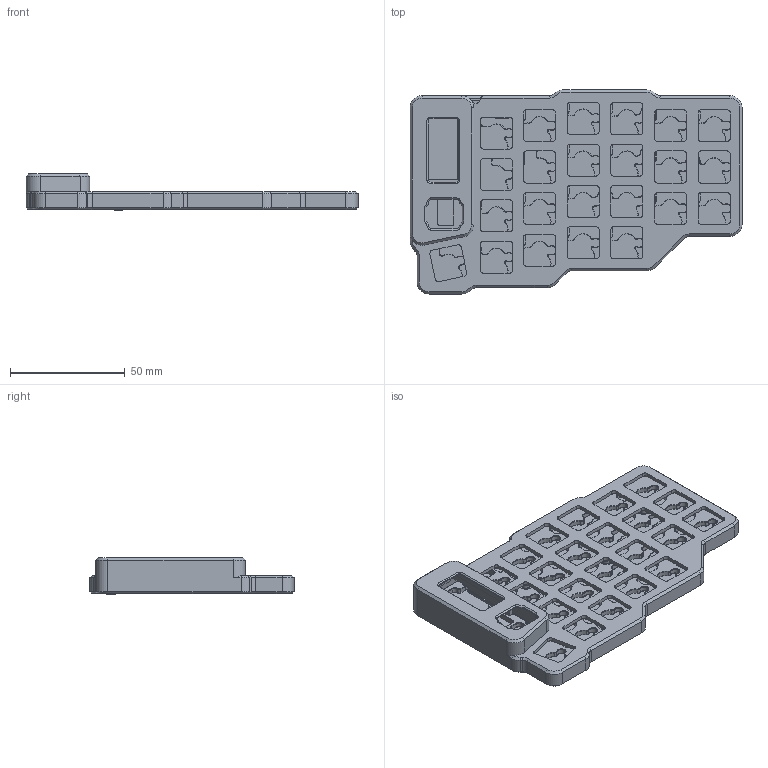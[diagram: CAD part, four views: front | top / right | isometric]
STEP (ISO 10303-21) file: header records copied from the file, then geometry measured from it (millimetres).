
FILE_DESCRIPTION(('HOOPS Exchange Step'),'2;1');
FILE_NAME('temp_export','2023-09-08T21:53:24+09:30',('mobile'),('Shapr3D Limited'),'HOOPS Exchange 2023.2','Shapr3D','Authorized');
FILE_SCHEMA( ('AUTOMOTIVE_DESIGN { 1 0 10303 214 1 1 1 1 }') );
Length unit declared in the file: millimetre
Products named in the file (3): Top spacer; Bottom Insulators; root
Assembly tree (2 placements, depth 2):
  root
    Top spacer
    Bottom Insulators
Bounding box: 144.45 x 88.83 x 15.79 mm (x, y, z)
Volume: 44737.2 mm3; surface area: 75656.7 mm2
Topology: 30 solids, 30 shells, 2910 faces, 8306 edges, 5504 vertices
Faces by surface type: cylinder 1843, plane 985, cone 82
Full cylindrical faces by diameter (mm): 1.65 x5, 2.25 x5, 3.6 x1, 4 x11, 4.4 x3, 6.2 x2, 9.5 x4
Entity records: 96847 total; most frequent: DIRECTION 17991, CARTESIAN_POINT 16725, ORIENTED_EDGE 16612, EDGE_CURVE 8306, AXIS2_PLACEMENT_3D 6773, VERTEX_POINT 5504, VECTOR 4445, LINE 4445
